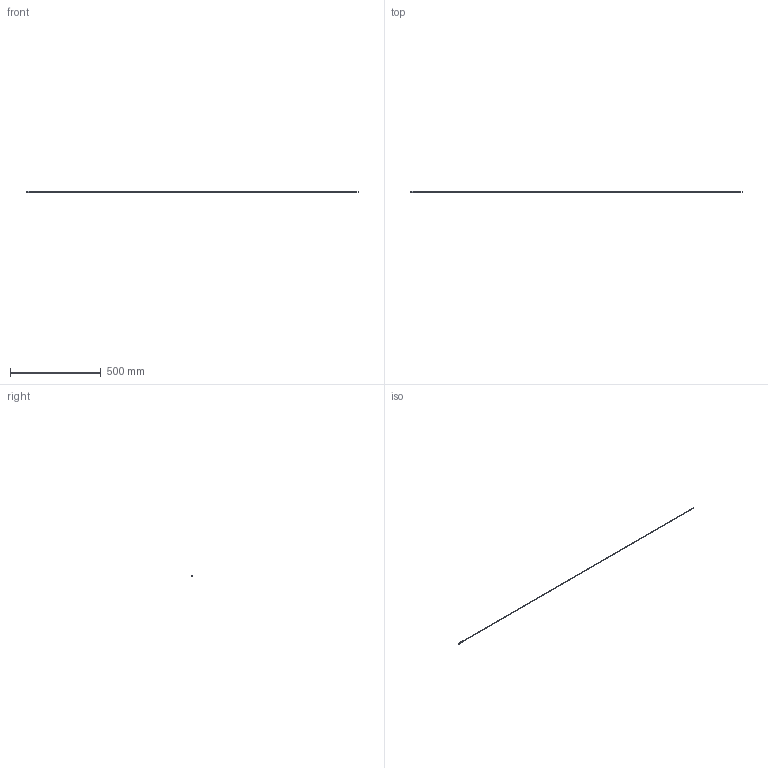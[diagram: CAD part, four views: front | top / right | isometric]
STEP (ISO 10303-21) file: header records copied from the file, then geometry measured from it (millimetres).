
FILE_DESCRIPTION (( 'STEP AP214' ), '1' );
FILE_NAME ('172-4201.STEP', '2019-12-04T11:48:54', ( '' ), ( '' ), 'SwSTEP 2.0', 'SolidWorks 2017', '' );
FILE_SCHEMA (( 'AUTOMOTIVE_DESIGN' ));
Length unit declared in the file: millimetre
Products named in the file (1): 172-4201
Bounding box: 1828.8 x 9.05 x 9.05 mm (x, y, z)
Volume: 12663.8 mm3; surface area: 23662.4 mm2
Topology: 7 solids, 7 shells, 126 faces, 275 edges, 164 vertices
Faces by surface type: torus 44, plane 39, cylinder 28, cone 15
Entity records: 3575 total; most frequent: DIRECTION 713, CARTESIAN_POINT 566, ORIENTED_EDGE 550, AXIS2_PLACEMENT_3D 311, EDGE_CURVE 275, CIRCLE 184, VERTEX_POINT 164, EDGE_LOOP 131
